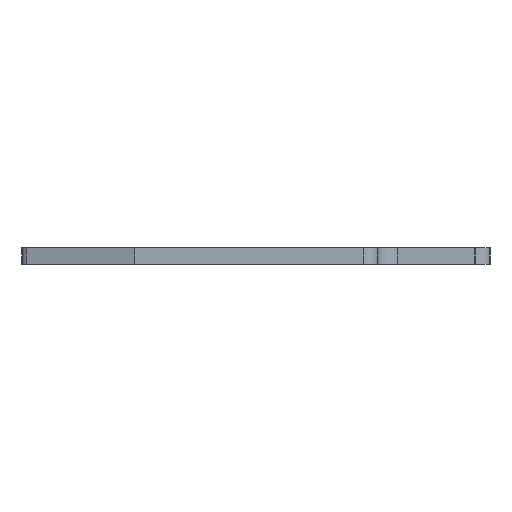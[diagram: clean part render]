
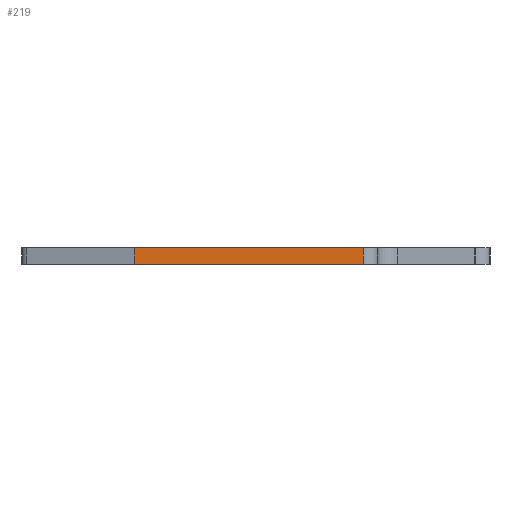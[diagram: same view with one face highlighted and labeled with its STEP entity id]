
A CAD part, left-side view. The second image highlights one B-rep face of the part: STEP entity #219.
In plain terms, the highlighted planar face has unit normal (-1, 0, 0).
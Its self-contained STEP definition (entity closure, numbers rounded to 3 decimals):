
#32 = AXIS2_PLACEMENT_3D ( 'NONE', #814, #810, #809 ) ;
#129 = VECTOR ( 'NONE', #247, 1000. ) ;
#144 = EDGE_CURVE ( 'NONE', #665, #728, #527, .T. ) ;
#147 = CARTESIAN_POINT ( 'NONE',  ( -31.743, -6.681, 1. ) ) ;
#155 = CARTESIAN_POINT ( 'NONE',  ( -31.743, 7.297, 1. ) ) ;
#178 = LINE ( 'NONE', #244, #129 ) ;
#213 = CARTESIAN_POINT ( 'NONE',  ( -31.743, -6.681, 0. ) ) ;
#216 = EDGE_CURVE ( 'NONE', #822, #665, #459, .T. ) ;
#219 = ADVANCED_FACE ( 'NONE', ( #451 ), #836, .F. ) ;
#224 = EDGE_CURVE ( 'NONE', #822, #826, #445, .T. ) ;
#244 = CARTESIAN_POINT ( 'NONE',  ( -31.743, -6.681, 1. ) ) ;
#246 = CARTESIAN_POINT ( 'NONE',  ( -31.743, 7.297, 0. ) ) ;
#247 = DIRECTION ( 'NONE',  ( 0., 0., -1. ) ) ;
#296 = CARTESIAN_POINT ( 'NONE',  ( -31.743, 7.297, 0. ) ) ;
#299 = DIRECTION ( 'NONE',  ( 0., -1., 0. ) ) ;
#445 = LINE ( 'NONE', #793, #455 ) ;
#451 = FACE_OUTER_BOUND ( 'NONE', #602, .T. ) ;
#455 = VECTOR ( 'NONE', #790, 1000. ) ;
#457 = VECTOR ( 'NONE', #859, 1000. ) ;
#459 = LINE ( 'NONE', #854, #457 ) ;
#522 = VECTOR ( 'NONE', #299, 1000. ) ;
#527 = LINE ( 'NONE', #296, #522 ) ;
#602 = EDGE_LOOP ( 'NONE', ( #757, #758, #759, #760 ) ) ;
#665 = VERTEX_POINT ( 'NONE', #246 ) ;
#668 = EDGE_CURVE ( 'NONE', #826, #728, #178, .T. ) ;
#728 = VERTEX_POINT ( 'NONE', #213 ) ;
#757 = ORIENTED_EDGE ( 'NONE', *, *, #144, .T. ) ;
#758 = ORIENTED_EDGE ( 'NONE', *, *, #668, .F. ) ;
#759 = ORIENTED_EDGE ( 'NONE', *, *, #224, .F. ) ;
#760 = ORIENTED_EDGE ( 'NONE', *, *, #216, .T. ) ;
#790 = DIRECTION ( 'NONE',  ( 0., -1., 0. ) ) ;
#793 = CARTESIAN_POINT ( 'NONE',  ( -31.743, 7.297, 1. ) ) ;
#809 = DIRECTION ( 'NONE',  ( 0., 1., 0. ) ) ;
#810 = DIRECTION ( 'NONE',  ( 1., 0., 0. ) ) ;
#814 = CARTESIAN_POINT ( 'NONE',  ( -31.743, 7.297, 1. ) ) ;
#822 = VERTEX_POINT ( 'NONE', #155 ) ;
#826 = VERTEX_POINT ( 'NONE', #147 ) ;
#836 = PLANE ( 'NONE',  #32 ) ;
#854 = CARTESIAN_POINT ( 'NONE',  ( -31.743, 7.297, 1. ) ) ;
#859 = DIRECTION ( 'NONE',  ( 0., 0., -1. ) ) ;
